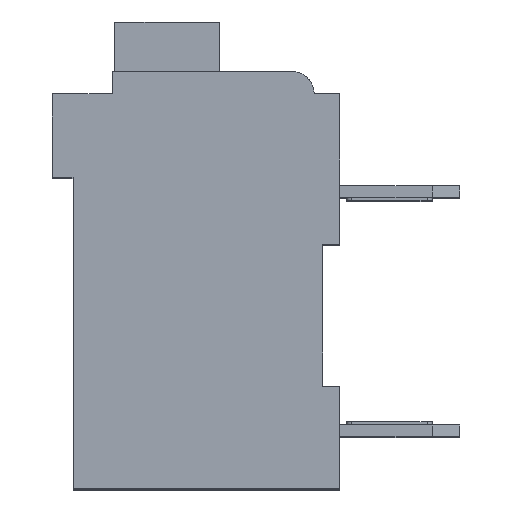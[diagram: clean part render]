
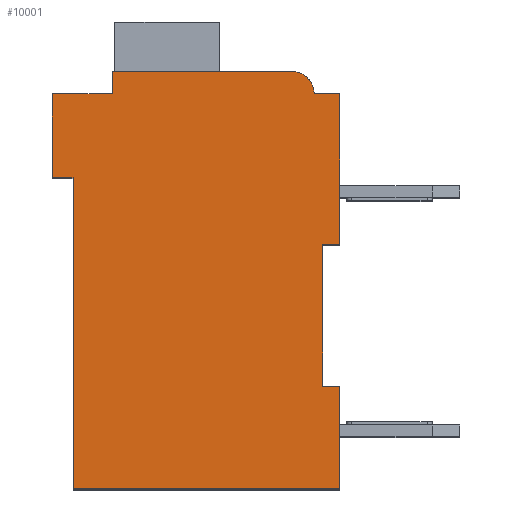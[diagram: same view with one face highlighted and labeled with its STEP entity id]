
A CAD part, top view. The second image highlights one B-rep face of the part: STEP entity #10001.
In plain terms, the highlighted planar face has unit normal (0, 0, 1).
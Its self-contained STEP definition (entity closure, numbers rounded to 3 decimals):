
#3130=DIRECTION('',(1.,0.,0.));
#3131=VECTOR('',#3130,0.5);
#3132=CARTESIAN_POINT('',(7.3,7.15,2.1));
#3133=LINE('',#3132,#3131);
#3134=DIRECTION('',(0.,1.,0.));
#3135=VECTOR('',#3134,4.15);
#3136=CARTESIAN_POINT('',(7.3,3.,2.1));
#3137=LINE('',#3136,#3135);
#3138=DIRECTION('',(-1.,0.,0.));
#3139=VECTOR('',#3138,0.5);
#3140=CARTESIAN_POINT('',(7.8,3.,2.1));
#3141=LINE('',#3140,#3139);
#3142=DIRECTION('',(0.,1.,0.));
#3143=VECTOR('',#3142,3.);
#3144=CARTESIAN_POINT('',(7.8,0.,2.1));
#3145=LINE('',#3144,#3143);
#3146=DIRECTION('',(1.,0.,0.));
#3147=VECTOR('',#3146,7.8);
#3148=CARTESIAN_POINT('',(0.,0.,2.1));
#3149=LINE('',#3148,#3147);
#3150=DIRECTION('',(0.,-1.,0.));
#3151=VECTOR('',#3150,9.1);
#3152=CARTESIAN_POINT('',(0.,9.1,2.1));
#3153=LINE('',#3152,#3151);
#3154=DIRECTION('',(1.,0.,0.));
#3155=VECTOR('',#3154,0.6);
#3156=CARTESIAN_POINT('',(-0.6,9.1,2.1));
#3157=LINE('',#3156,#3155);
#3158=DIRECTION('',(0.,-1.,0.));
#3159=VECTOR('',#3158,2.45);
#3160=CARTESIAN_POINT('',(-0.6,11.55,2.1));
#3161=LINE('',#3160,#3159);
#3162=DIRECTION('',(-1.,0.,0.));
#3163=VECTOR('',#3162,1.75);
#3164=CARTESIAN_POINT('',(1.15,11.55,2.1));
#3165=LINE('',#3164,#3163);
#3166=DIRECTION('',(0.,-1.,0.));
#3167=VECTOR('',#3166,0.65);
#3168=CARTESIAN_POINT('',(1.15,12.2,2.1));
#3169=LINE('',#3168,#3167);
#3170=DIRECTION('',(-1.,0.,0.));
#3171=VECTOR('',#3170,5.25);
#3172=CARTESIAN_POINT('',(6.4,12.2,2.1));
#3173=LINE('',#3172,#3171);
#3174=CARTESIAN_POINT('',(6.4,11.55,2.1));
#3175=DIRECTION('',(0.,0.,1.));
#3176=DIRECTION('',(1.,0.,0.));
#3177=AXIS2_PLACEMENT_3D('',#3174,#3175,#3176);
#3179=DIRECTION('',(-1.,0.,0.));
#3180=VECTOR('',#3179,0.75);
#3181=CARTESIAN_POINT('',(7.8,11.55,2.1));
#3182=LINE('',#3181,#3180);
#3183=DIRECTION('',(0.,1.,0.));
#3184=VECTOR('',#3183,4.4);
#3185=CARTESIAN_POINT('',(7.8,7.15,2.1));
#3186=LINE('',#3185,#3184);
#4601=CARTESIAN_POINT('',(7.3,7.15,2.1));
#4602=CARTESIAN_POINT('',(7.8,7.15,2.1));
#4603=VERTEX_POINT('',#4601);
#4604=VERTEX_POINT('',#4602);
#4605=CARTESIAN_POINT('',(7.8,11.55,2.1));
#4606=VERTEX_POINT('',#4605);
#4607=CARTESIAN_POINT('',(7.05,11.55,2.1));
#4608=VERTEX_POINT('',#4607);
#4609=CARTESIAN_POINT('',(6.4,12.2,2.1));
#4610=VERTEX_POINT('',#4609);
#4611=CARTESIAN_POINT('',(1.15,12.2,2.1));
#4612=VERTEX_POINT('',#4611);
#4613=CARTESIAN_POINT('',(1.15,11.55,2.1));
#4614=VERTEX_POINT('',#4613);
#4615=CARTESIAN_POINT('',(-0.6,11.55,2.1));
#4616=VERTEX_POINT('',#4615);
#4617=CARTESIAN_POINT('',(-0.6,9.1,2.1));
#4618=VERTEX_POINT('',#4617);
#4619=CARTESIAN_POINT('',(0.,9.1,2.1));
#4620=VERTEX_POINT('',#4619);
#4621=CARTESIAN_POINT('',(0.,0.,2.1));
#4622=VERTEX_POINT('',#4621);
#4623=CARTESIAN_POINT('',(7.8,0.,2.1));
#4624=VERTEX_POINT('',#4623);
#4625=CARTESIAN_POINT('',(7.8,3.,2.1));
#4626=VERTEX_POINT('',#4625);
#4627=CARTESIAN_POINT('',(7.3,3.,2.1));
#4628=VERTEX_POINT('',#4627);
#9980=CARTESIAN_POINT('',(0.,0.,2.1));
#9981=DIRECTION('',(0.,0.,1.));
#9982=DIRECTION('',(1.,0.,0.));
#9983=AXIS2_PLACEMENT_3D('',#9980,#9981,#9982);
#9984=PLANE('',#9983);
#9985=ORIENTED_EDGE('',*,*,#6054,.F.);
#9986=ORIENTED_EDGE('',*,*,#6350,.F.);
#9987=ORIENTED_EDGE('',*,*,#8068,.F.);
#9988=ORIENTED_EDGE('',*,*,#8183,.F.);
#9989=ORIENTED_EDGE('',*,*,#8326,.F.);
#9990=ORIENTED_EDGE('',*,*,#8527,.F.);
#9991=ORIENTED_EDGE('',*,*,#8652,.F.);
#9992=ORIENTED_EDGE('',*,*,#8751,.F.);
#9993=ORIENTED_EDGE('',*,*,#8897,.F.);
#9994=ORIENTED_EDGE('',*,*,#9200,.F.);
#9995=ORIENTED_EDGE('',*,*,#9428,.F.);
#9996=ORIENTED_EDGE('',*,*,#8948,.F.);
#9997=ORIENTED_EDGE('',*,*,#9101,.F.);
#9998=ORIENTED_EDGE('',*,*,#6245,.F.);
#9999=EDGE_LOOP('',(#9985,#9986,#9987,#9988,#9989,#9990,#9991,#9992,#9993,#9994,
#9995,#9996,#9997,#9998));
#10000=FACE_OUTER_BOUND('',#9999,.F.);
#3178=CIRCLE('',#3177,0.65);
#6054=EDGE_CURVE('',#4603,#4604,#3133,.T.);
#6245=EDGE_CURVE('',#4604,#4606,#3186,.T.);
#6350=EDGE_CURVE('',#4628,#4603,#3137,.T.);
#8068=EDGE_CURVE('',#4626,#4628,#3141,.T.);
#8183=EDGE_CURVE('',#4624,#4626,#3145,.T.);
#8326=EDGE_CURVE('',#4622,#4624,#3149,.T.);
#8527=EDGE_CURVE('',#4620,#4622,#3153,.T.);
#8652=EDGE_CURVE('',#4618,#4620,#3157,.T.);
#8751=EDGE_CURVE('',#4616,#4618,#3161,.T.);
#8897=EDGE_CURVE('',#4614,#4616,#3165,.T.);
#8948=EDGE_CURVE('',#4608,#4610,#3178,.T.);
#9101=EDGE_CURVE('',#4606,#4608,#3182,.T.);
#9200=EDGE_CURVE('',#4612,#4614,#3169,.T.);
#9428=EDGE_CURVE('',#4610,#4612,#3173,.T.);
#10001=ADVANCED_FACE('',(#10000),#9984,.T.);
